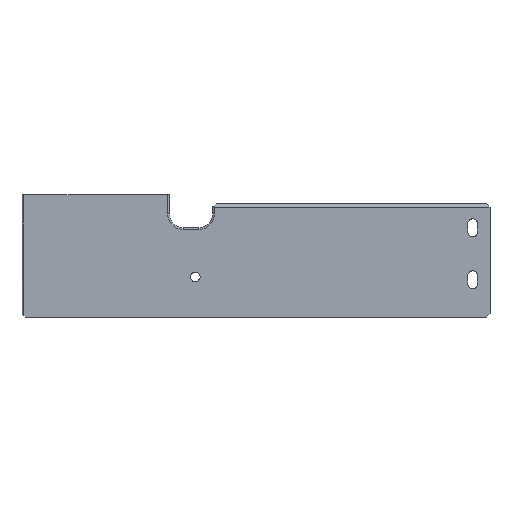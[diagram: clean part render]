
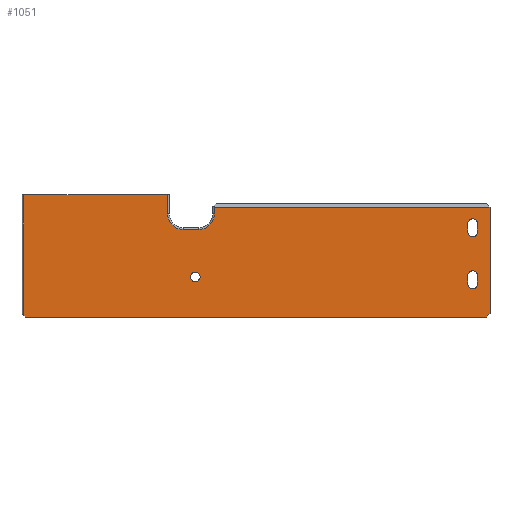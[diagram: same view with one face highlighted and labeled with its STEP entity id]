
A CAD part, top view. The second image highlights one B-rep face of the part: STEP entity #1051.
In plain terms, the highlighted planar face has unit normal (0, 0, 1).
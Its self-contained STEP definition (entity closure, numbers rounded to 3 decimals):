
#163=FACE_BOUND('',#299,.T.);
#164=FACE_BOUND('',#300,.T.);
#165=FACE_BOUND('',#301,.T.);
#190=PLANE('',#1171);
#241=FACE_OUTER_BOUND('',#298,.T.);
#298=EDGE_LOOP('',(#954,#955,#956,#957,#958,#959,#960,#961,#962,#963,#964,
#965));
#299=EDGE_LOOP('',(#966,#967,#968,#969));
#300=EDGE_LOOP('',(#970,#971,#972,#973));
#301=EDGE_LOOP('',(#974));
#306=LINE('',#1539,#388);
#309=LINE('',#1545,#391);
#322=LINE('',#1588,#404);
#325=LINE('',#1594,#407);
#339=LINE('',#1635,#421);
#346=LINE('',#1655,#428);
#362=LINE('',#1709,#444);
#365=LINE('',#1724,#447);
#374=LINE('',#1754,#456);
#376=LINE('',#1767,#458);
#380=LINE('',#1777,#462);
#382=LINE('',#1781,#464);
#383=LINE('',#1784,#465);
#384=LINE('',#1785,#466);
#388=VECTOR('',#1211,10.);
#391=VECTOR('',#1216,10.);
#404=VECTOR('',#1261,10.);
#407=VECTOR('',#1266,10.);
#421=VECTOR('',#1306,10.);
#428=VECTOR('',#1325,10.);
#444=VECTOR('',#1377,10.);
#447=VECTOR('',#1394,10.);
#456=VECTOR('',#1431,10.);
#458=VECTOR('',#1451,10.);
#462=VECTOR('',#1463,10.);
#464=VECTOR('',#1467,10.);
#465=VECTOR('',#1470,10.);
#466=VECTOR('',#1471,10.);
#468=CIRCLE('',#1078,2.75);
#470=CIRCLE('',#1083,2.75);
#476=CIRCLE('',#1095,2.75);
#478=CIRCLE('',#1100,2.75);
#491=CIRCLE('',#1133,2.75);
#496=CIRCLE('',#1140,9.);
#499=CIRCLE('',#1145,9.);
#517=VERTEX_POINT('',#1529);
#518=VERTEX_POINT('',#1530);
#521=VERTEX_POINT('',#1538);
#523=VERTEX_POINT('',#1544);
#533=VERTEX_POINT('',#1578);
#534=VERTEX_POINT('',#1579);
#537=VERTEX_POINT('',#1587);
#539=VERTEX_POINT('',#1593);
#550=VERTEX_POINT('',#1627);
#553=VERTEX_POINT('',#1633);
#560=VERTEX_POINT('',#1653);
#577=VERTEX_POINT('',#1701);
#578=VERTEX_POINT('',#1705);
#580=VERTEX_POINT('',#1708);
#583=VERTEX_POINT('',#1715);
#585=VERTEX_POINT('',#1721);
#592=VERTEX_POINT('',#1752);
#594=VERTEX_POINT('',#1765);
#596=VERTEX_POINT('',#1775);
#597=VERTEX_POINT('',#1779);
#598=VERTEX_POINT('',#1783);
#599=EDGE_CURVE('',#517,#518,#468,.T.);
#603=EDGE_CURVE('',#521,#517,#306,.T.);
#606=EDGE_CURVE('',#518,#523,#309,.T.);
#609=EDGE_CURVE('',#523,#521,#470,.T.);
#623=EDGE_CURVE('',#533,#534,#476,.T.);
#627=EDGE_CURVE('',#537,#533,#322,.T.);
#630=EDGE_CURVE('',#534,#539,#325,.T.);
#633=EDGE_CURVE('',#539,#537,#478,.T.);
#651=EDGE_CURVE('',#550,#553,#339,.T.);
#661=EDGE_CURVE('',#553,#560,#346,.T.);
#684=EDGE_CURVE('',#577,#577,#491,.T.);
#686=EDGE_CURVE('',#580,#578,#362,.T.);
#691=EDGE_CURVE('',#583,#580,#496,.T.);
#694=EDGE_CURVE('',#585,#583,#365,.T.);
#696=EDGE_CURVE('',#560,#585,#499,.T.);
#710=EDGE_CURVE('',#592,#578,#374,.T.);
#716=EDGE_CURVE('',#592,#594,#376,.T.);
#721=EDGE_CURVE('',#594,#596,#380,.T.);
#723=EDGE_CURVE('',#597,#596,#382,.T.);
#724=EDGE_CURVE('',#597,#598,#383,.T.);
#725=EDGE_CURVE('',#550,#598,#384,.T.);
#954=ORIENTED_EDGE('',*,*,#651,.T.);
#955=ORIENTED_EDGE('',*,*,#661,.T.);
#956=ORIENTED_EDGE('',*,*,#696,.T.);
#957=ORIENTED_EDGE('',*,*,#694,.T.);
#958=ORIENTED_EDGE('',*,*,#691,.T.);
#959=ORIENTED_EDGE('',*,*,#686,.T.);
#960=ORIENTED_EDGE('',*,*,#710,.F.);
#961=ORIENTED_EDGE('',*,*,#716,.T.);
#962=ORIENTED_EDGE('',*,*,#721,.T.);
#963=ORIENTED_EDGE('',*,*,#723,.F.);
#964=ORIENTED_EDGE('',*,*,#724,.T.);
#965=ORIENTED_EDGE('',*,*,#725,.F.);
#966=ORIENTED_EDGE('',*,*,#606,.F.);
#967=ORIENTED_EDGE('',*,*,#599,.F.);
#968=ORIENTED_EDGE('',*,*,#603,.F.);
#969=ORIENTED_EDGE('',*,*,#609,.F.);
#970=ORIENTED_EDGE('',*,*,#630,.F.);
#971=ORIENTED_EDGE('',*,*,#623,.F.);
#972=ORIENTED_EDGE('',*,*,#627,.F.);
#973=ORIENTED_EDGE('',*,*,#633,.F.);
#974=ORIENTED_EDGE('',*,*,#684,.F.);
#1051=ADVANCED_FACE('',(#241,#163,#164,#165),#190,.F.);
#1078=AXIS2_PLACEMENT_3D('',#1531,#1203,#1204);
#1083=AXIS2_PLACEMENT_3D('',#1550,#1221,#1222);
#1095=AXIS2_PLACEMENT_3D('',#1580,#1253,#1254);
#1100=AXIS2_PLACEMENT_3D('',#1599,#1271,#1272);
#1133=AXIS2_PLACEMENT_3D('',#1703,#1371,#1372);
#1140=AXIS2_PLACEMENT_3D('',#1718,#1387,#1388);
#1145=AXIS2_PLACEMENT_3D('',#1727,#1399,#1400);
#1171=AXIS2_PLACEMENT_3D('',#1782,#1468,#1469);
#1203=DIRECTION('center_axis',(0.,0.,1.));
#1204=DIRECTION('ref_axis',(-1.,0.,0.));
#1211=DIRECTION('',(0.,-1.,0.));
#1216=DIRECTION('',(0.,1.,0.));
#1221=DIRECTION('center_axis',(0.,0.,1.));
#1222=DIRECTION('ref_axis',(1.,0.,0.));
#1253=DIRECTION('center_axis',(0.,0.,1.));
#1254=DIRECTION('ref_axis',(-1.,0.,0.));
#1261=DIRECTION('',(0.,-1.,0.));
#1266=DIRECTION('',(0.,1.,0.));
#1271=DIRECTION('center_axis',(0.,0.,1.));
#1272=DIRECTION('ref_axis',(1.,0.,0.));
#1306=DIRECTION('',(-1.,0.,0.));
#1325=DIRECTION('',(0.,-1.,0.));
#1371=DIRECTION('center_axis',(0.,0.,1.));
#1372=DIRECTION('ref_axis',(1.,0.,0.));
#1377=DIRECTION('',(0.,1.,0.));
#1387=DIRECTION('center_axis',(0.,0.,-1.));
#1388=DIRECTION('ref_axis',(-0.707,-0.707,0.));
#1394=DIRECTION('',(-1.,0.,0.));
#1399=DIRECTION('center_axis',(0.,0.,-1.));
#1400=DIRECTION('ref_axis',(0.707,-0.707,0.));
#1431=DIRECTION('',(1.,0.,0.));
#1451=DIRECTION('',(0.,-1.,0.));
#1463=DIRECTION('',(0.707,-0.707,0.));
#1467=DIRECTION('',(-1.,0.,0.));
#1468=DIRECTION('center_axis',(0.,0.,-1.));
#1469=DIRECTION('ref_axis',(-1.,0.,0.));
#1470=DIRECTION('',(0.707,0.707,0.));
#1471=DIRECTION('',(0.,-1.,0.));
#1529=CARTESIAN_POINT('',(122.25,-13.75,4.));
#1530=CARTESIAN_POINT('',(127.75,-13.75,4.));
#1531=CARTESIAN_POINT('Origin',(125.,-13.75,4.));
#1538=CARTESIAN_POINT('',(122.25,-8.813,4.));
#1539=CARTESIAN_POINT('',(122.25,-5.625,4.));
#1544=CARTESIAN_POINT('',(127.75,-8.813,4.));
#1545=CARTESIAN_POINT('',(127.75,-3.156,4.));
#1550=CARTESIAN_POINT('Origin',(125.,-8.813,4.));
#1578=CARTESIAN_POINT('',(122.25,16.25,4.));
#1579=CARTESIAN_POINT('',(127.75,16.25,4.));
#1580=CARTESIAN_POINT('Origin',(125.,16.25,4.));
#1587=CARTESIAN_POINT('',(122.25,21.187,4.));
#1588=CARTESIAN_POINT('',(122.25,9.375,4.));
#1593=CARTESIAN_POINT('',(127.75,21.187,4.));
#1594=CARTESIAN_POINT('',(127.75,11.844,4.));
#1599=CARTESIAN_POINT('Origin',(125.,21.187,4.));
#1627=CARTESIAN_POINT('',(135.,30.75,4.));
#1633=CARTESIAN_POINT('',(-24.,30.75,4.));
#1635=CARTESIAN_POINT('',(67.5,30.75,4.));
#1653=CARTESIAN_POINT('',(-24.,26.75,4.));
#1655=CARTESIAN_POINT('',(-24.,17.625,4.));
#1701=CARTESIAN_POINT('',(-37.75,-9.571,4.));
#1703=CARTESIAN_POINT('Origin',(-35.,-9.571,4.));
#1705=CARTESIAN_POINT('',(-51.,37.75,4.));
#1708=CARTESIAN_POINT('',(-51.,26.75,4.));
#1709=CARTESIAN_POINT('',(-51.,10.625,4.));
#1715=CARTESIAN_POINT('',(-42.,17.75,4.));
#1718=CARTESIAN_POINT('Origin',(-42.,26.75,4.));
#1721=CARTESIAN_POINT('',(-33.,17.75,4.));
#1724=CARTESIAN_POINT('',(-12.5,17.75,4.));
#1727=CARTESIAN_POINT('Origin',(-33.,26.75,4.));
#1752=CARTESIAN_POINT('',(-134.,37.75,4.));
#1754=CARTESIAN_POINT('',(-50.,37.75,4.));
#1765=CARTESIAN_POINT('',(-134.,-31.75,4.));
#1767=CARTESIAN_POINT('',(-134.,20.125,4.));
#1775=CARTESIAN_POINT('',(-133.,-32.75,4.));
#1777=CARTESIAN_POINT('',(-109.063,-56.688,4.));
#1779=CARTESIAN_POINT('',(133.,-32.75,4.));
#1781=CARTESIAN_POINT('',(-135.,-32.75,4.));
#1782=CARTESIAN_POINT('Origin',(0.,2.5,4.));
#1783=CARTESIAN_POINT('',(135.,-30.75,4.));
#1784=CARTESIAN_POINT('',(109.063,-56.688,4.));
#1785=CARTESIAN_POINT('',(135.,-32.75,4.));
